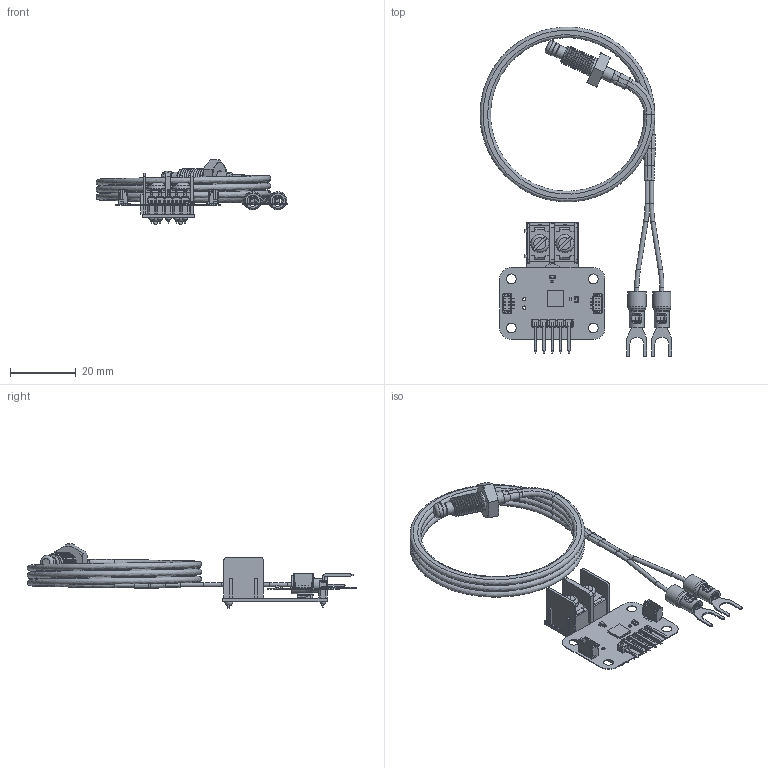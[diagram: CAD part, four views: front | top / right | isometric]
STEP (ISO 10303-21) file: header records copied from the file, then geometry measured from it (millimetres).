
FILE_DESCRIPTION(('Open CASCADE Model'),'2;1');
FILE_NAME('Open CASCADE Shape Model','2026-01-05T07:14:13',('Author'),( 'Open CASCADE'),'Open CASCADE STEP processor 7.5','Open CASCADE 7.5' ,'Unknown');
FILE_SCHEMA(('AUTOMOTIVE_DESIGN { 1 0 10303 214 1 1 1 1 }'));
Length unit declared in the file: millimetre
Products named in the file (80): PCB; Board; Open CASCADE STEP translator 7.5 1.1.1; J3; Conn_Molex_22-28-6054_eec; 1; 2; Molex; U; DUELink-U-Connector-BM04B-SRSS-TB; D; DUELink-Connector-BM04B-SRSS-TB; STAT; 0603 LED Green; Solid1; Solid4; R4; User Library-R SMD 0402; User Library-R SMD 0402_0402 BODY; User Library-R SMD 0402_0402 PAD; User Library-R SMD 0402_0402 OPIS; C2; 0805 SMD Capacitor; C1; C0402; Free-Models; Thermocouple; Terminal Lug; Body; Body001; Terminal Lug001; Body002; Body003; Body004; Body005; Body006; Sensor End; Body007; Body009; Body010 ...
Assembly tree (103 placements, depth 7):
  PCB
    Board
      Open CASCADE STEP translator 7.5 1.1.1
    J3
      Conn_Molex_22-28-6054_eec
        1
        2
        Molex
    U
      DUELink-U-Connector-BM04B-SRSS-TB
    D
      DUELink-Connector-BM04B-SRSS-TB
    STAT
      0603 LED Green
        Solid1
        Solid4
        Solid1
        Solid1
        Solid4
        Solid1
        Solid1
        Solid1
    R4
      User Library-R SMD 0402
        User Library-R SMD 0402_0402 BODY
        User Library-R SMD 0402_0402 PAD  x2
        User Library-R SMD 0402_0402 OPIS
    C2
      0805 SMD Capacitor
    C1
      C0402
    Free-Models
      Thermocouple
        Terminal Lug
          Body
          Body001
        Terminal Lug001
          Body002
          Body003
        Body004
        Body005
        Body006
        Sensor End
          Body007
          Body009
        Body010
      MAX6675
        Assembly
          Board
            Body
            Body001
            Array001
              Body009  x5
            Array002
              Body008  x2
            Body010
            Body011
          SO8
            Body002
            Array
Bounding box: 58.53 x 100.53 x 19.76 mm (x, y, z)
Volume: 6165.6 mm3; surface area: 15000.7 mm2
Topology: 145 solids, 145 shells, 2677 faces, 7824 edges, 6889 vertices
Faces by surface type: plane 1682, cylinder 586, bspline 221, sphere 111, cone 34, torus 21, extrusion 12, revolution 10
Full cylindrical faces by diameter (mm): 0.5 x1, 0.9 x5, 1.016 x2, 1.02 x5, 1.3 x6, 1.5 x2, 1.8 x20, 2.5 x10, 3 x6, 3.32 x2, 3.7 x1, 3.78 x1, 3.84 x1, 4 x2, 4.25 x2, 4.32 x2, 4.4 x1, 4.6 x2, 5.6 x2, 5.9 x12, 6.5 x4
Entity records: 96054 total; most frequent: CARTESIAN_POINT 27516, DIRECTION 12443, ORIENTED_EDGE 11406, EDGE_CURVE 5703, VECTOR 5423, LINE 5411, VERTEX_POINT 3594, AXIS2_PLACEMENT_3D 3505
